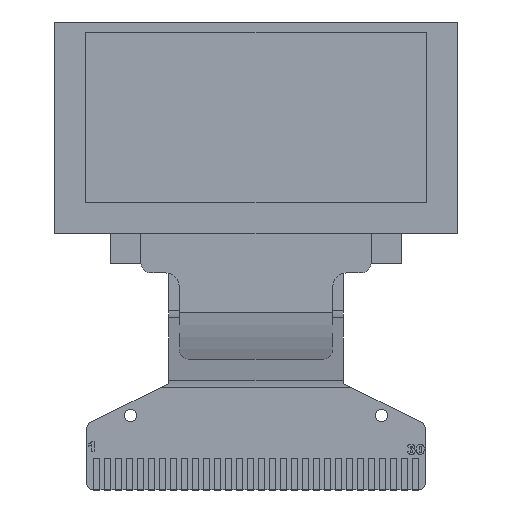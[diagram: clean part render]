
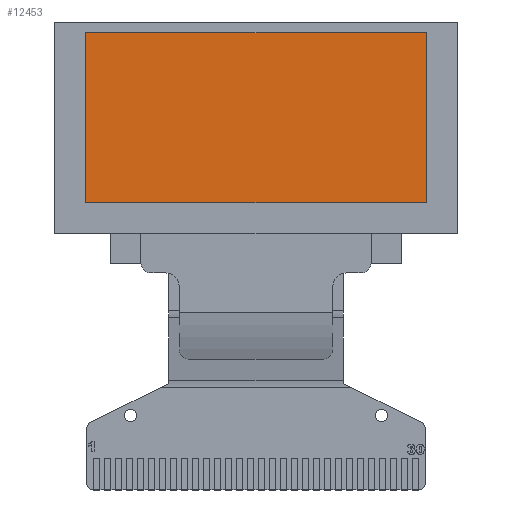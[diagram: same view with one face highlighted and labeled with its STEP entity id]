
A CAD part, top view. The second image highlights one B-rep face of the part: STEP entity #12453.
In plain terms, the highlighted planar face has unit normal (0, 0, 1).
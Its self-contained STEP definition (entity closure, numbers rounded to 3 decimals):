
#736=LINE('',#16303,#1759);
#738=LINE('',#16307,#1761);
#740=LINE('',#16311,#1763);
#742=LINE('',#16315,#1765);
#1759=VECTOR('',#13870,1000.);
#1761=VECTOR('',#13874,1000.);
#1763=VECTOR('',#13878,1000.);
#1765=VECTOR('',#13882,1000.);
#2862=ORIENTED_EDGE('',*,*,#5493,.F.);
#2863=ORIENTED_EDGE('',*,*,#5499,.F.);
#2864=ORIENTED_EDGE('',*,*,#5497,.F.);
#2865=ORIENTED_EDGE('',*,*,#5495,.F.);
#5493=EDGE_CURVE('',#6817,#6818,#736,.T.);
#5495=EDGE_CURVE('',#6818,#6819,#738,.T.);
#5497=EDGE_CURVE('',#6819,#6820,#740,.T.);
#5499=EDGE_CURVE('',#6820,#6817,#742,.T.);
#6817=VERTEX_POINT('',#16302);
#6818=VERTEX_POINT('',#16304);
#6819=VERTEX_POINT('',#16308);
#6820=VERTEX_POINT('',#16312);
#7450=EDGE_LOOP('',(#2862,#2863,#2864,#2865));
#7983=FACE_BOUND('',#7450,.T.);
#8505=PLANE('',#12994);
#12453=ADVANCED_FACE('',(#7983),#8505,.F.);
#12994=AXIS2_PLACEMENT_3D('',#16316,#13883,#13884);
#13870=DIRECTION('',(0.,1.,0.));
#13874=DIRECTION('',(1.,0.,0.));
#13878=DIRECTION('',(0.,-1.,0.));
#13882=DIRECTION('',(-1.,0.,0.));
#13883=DIRECTION('',(0.,0.,-1.));
#13884=DIRECTION('',(-1.,0.,0.));
#16302=CARTESIAN_POINT('',(-10.872,-3.363,1.356));
#16303=CARTESIAN_POINT('',(-10.872,-3.363,1.356));
#16304=CARTESIAN_POINT('',(-10.872,7.501,1.356));
#16307=CARTESIAN_POINT('',(-10.872,7.501,1.356));
#16308=CARTESIAN_POINT('',(10.872,7.501,1.356));
#16311=CARTESIAN_POINT('',(10.872,7.501,1.356));
#16312=CARTESIAN_POINT('',(10.872,-3.363,1.356));
#16315=CARTESIAN_POINT('',(10.872,-3.363,1.356));
#16316=CARTESIAN_POINT('',(0.,0.,1.356));
